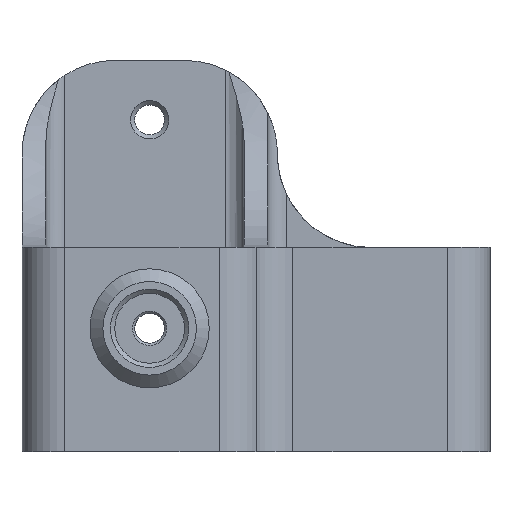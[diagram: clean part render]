
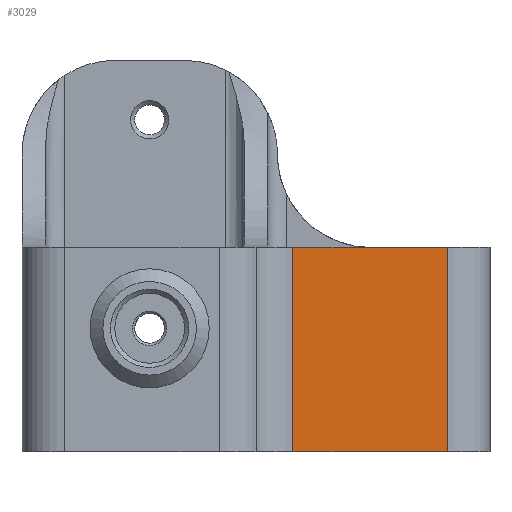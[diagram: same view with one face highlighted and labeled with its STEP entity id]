
A CAD part, front view. The second image highlights one B-rep face of the part: STEP entity #3029.
In plain terms, the highlighted planar face has unit normal (0, -1, 0).
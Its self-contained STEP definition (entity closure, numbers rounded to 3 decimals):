
#1532 = VERTEX_POINT('',#1533);
#1533 = CARTESIAN_POINT('',(35.,-36.,-60.5));
#1540 = EDGE_CURVE('',#1532,#1541,#1543,.T.);
#1541 = VERTEX_POINT('',#1542);
#1542 = CARTESIAN_POINT('',(16.83,-36.,-60.5));
#1543 = LINE('',#1544,#1545);
#1544 = CARTESIAN_POINT('',(28.415,-36.,-60.5));
#1545 = VECTOR('',#1546,1.);
#1546 = DIRECTION('',(-1.,0.,0.));
#1709 = VERTEX_POINT('',#1710);
#1710 = CARTESIAN_POINT('',(16.83,-36.,-84.5));
#1717 = EDGE_CURVE('',#1709,#1718,#1720,.T.);
#1718 = VERTEX_POINT('',#1719);
#1719 = CARTESIAN_POINT('',(35.,-36.,-84.5));
#1720 = LINE('',#1721,#1722);
#1721 = CARTESIAN_POINT('',(16.83,-36.,-84.5));
#1722 = VECTOR('',#1723,1.);
#1723 = DIRECTION('',(1.,0.,0.));
#3019 = EDGE_CURVE('',#1718,#1532,#3020,.T.);
#3020 = LINE('',#3021,#3022);
#3021 = CARTESIAN_POINT('',(35.,-36.,-84.5));
#3022 = VECTOR('',#3023,1.);
#3023 = DIRECTION('',(0.,0.,1.));
#3029 = ADVANCED_FACE('',(#3030),#3041,.T.);
#3030 = FACE_BOUND('',#3031,.F.);
#3031 = EDGE_LOOP('',(#3032,#3033,#3039,#3040));
#3032 = ORIENTED_EDGE('',*,*,#1717,.F.);
#3033 = ORIENTED_EDGE('',*,*,#3034,.T.);
#3034 = EDGE_CURVE('',#1709,#1541,#3035,.T.);
#3035 = LINE('',#3036,#3037);
#3036 = CARTESIAN_POINT('',(16.83,-36.,-84.5));
#3037 = VECTOR('',#3038,1.);
#3038 = DIRECTION('',(0.,0.,1.));
#3039 = ORIENTED_EDGE('',*,*,#1540,.F.);
#3040 = ORIENTED_EDGE('',*,*,#3019,.F.);
#3041 = PLANE('',#3042);
#3042 = AXIS2_PLACEMENT_3D('',#3043,#3044,#3045);
#3043 = CARTESIAN_POINT('',(16.83,-36.,-84.5));
#3044 = DIRECTION('',(0.,-1.,0.));
#3045 = DIRECTION('',(-1.,0.,0.));
